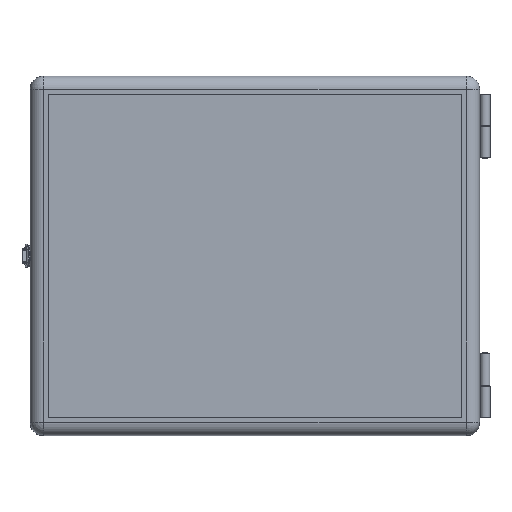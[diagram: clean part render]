
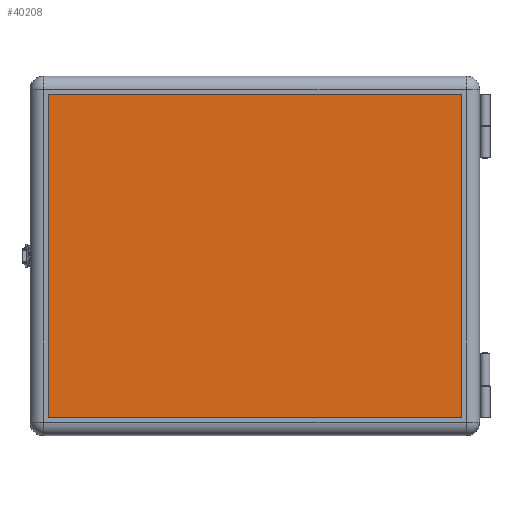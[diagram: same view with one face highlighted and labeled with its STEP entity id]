
A CAD part, top view. The second image highlights one B-rep face of the part: STEP entity #40208.
In plain terms, the highlighted face is planar.
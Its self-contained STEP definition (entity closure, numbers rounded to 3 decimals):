
#11567 = VERTEX_POINT ( 'NONE', #16832 ) ;
#11569 = VERTEX_POINT ( 'NONE', #16833 ) ;
#11571 = VERTEX_POINT ( 'NONE', #16834 ) ;
#11577 = VERTEX_POINT ( 'NONE', #16798 ) ;
#16798 = CARTESIAN_POINT ( 'NONE',  ( -230., -180., 0. ) ) ;
#16832 = CARTESIAN_POINT ( 'NONE',  ( -230., 180., 0. ) ) ;
#16833 = CARTESIAN_POINT ( 'NONE',  ( 230., -180., 0. ) ) ;
#16834 = CARTESIAN_POINT ( 'NONE',  ( 230., 180., 0. ) ) ;
#28116 = LINE ( 'NONE', #28234, #28902 ) ;
#28228 = LINE ( 'NONE', #28258, #28923 ) ;
#28234 = CARTESIAN_POINT ( 'NONE',  ( -230., -183.5, 0. ) ) ;
#28237 = DIRECTION ( 'NONE',  ( 0., -1., 0. ) ) ;
#28258 = CARTESIAN_POINT ( 'NONE',  ( -233.5, 180., 0. ) ) ;
#28262 = DIRECTION ( 'NONE',  ( -1., 0., 0. ) ) ;
#28269 = LINE ( 'NONE', #28272, #28926 ) ;
#28272 = CARTESIAN_POINT ( 'NONE',  ( -233.5, -180., 0. ) ) ;
#28274 = DIRECTION ( 'NONE',  ( 1., 0., 0. ) ) ;
#28287 = LINE ( 'NONE', #28289, #28929 ) ;
#28289 = CARTESIAN_POINT ( 'NONE',  ( 230., -183.5, 0. ) ) ;
#28291 = DIRECTION ( 'NONE',  ( 0., 1., 0. ) ) ;
#28902 = VECTOR ( 'NONE', #28237, 1000. ) ;
#28923 = VECTOR ( 'NONE', #28262, 1000. ) ;
#28926 = VECTOR ( 'NONE', #28274, 1000. ) ;
#28929 = VECTOR ( 'NONE', #28291, 1000. ) ;
#31664 = EDGE_LOOP ( 'NONE', ( #34645, #34646, #34647, #34648 ) ) ;
#33660 = EDGE_CURVE ( 'NONE', #11567, #11577, #28116, .T. ) ;
#33669 = EDGE_CURVE ( 'NONE', #11571, #11567, #28228, .T. ) ;
#33673 = EDGE_CURVE ( 'NONE', #11577, #11569, #28269, .T. ) ;
#33679 = EDGE_CURVE ( 'NONE', #11569, #11571, #28287, .T. ) ;
#34645 = ORIENTED_EDGE ( 'NONE', *, *, #33660, .F. ) ;
#34646 = ORIENTED_EDGE ( 'NONE', *, *, #33669, .F. ) ;
#34647 = ORIENTED_EDGE ( 'NONE', *, *, #33679, .F. ) ;
#34648 = ORIENTED_EDGE ( 'NONE', *, *, #33673, .F. ) ;
#40208 = ADVANCED_FACE ( 'NONE', ( #48178 ), #48179, .F. ) ;
#48170 = CARTESIAN_POINT ( 'NONE',  ( -233.5, -183.5, 0. ) ) ;
#48178 = FACE_OUTER_BOUND ( 'NONE', #31664, .T. ) ;
#48179 = PLANE ( 'NONE',  #48511 ) ;
#48181 = DIRECTION ( 'NONE',  ( 0., 0., 1. ) ) ;
#48182 = DIRECTION ( 'NONE',  ( 1., 0., 0. ) ) ;
#48511 = AXIS2_PLACEMENT_3D ( 'NONE', #48170, #48181, #48182 ) ;
